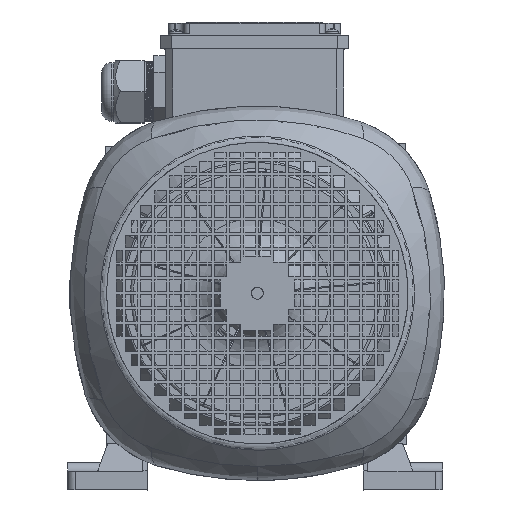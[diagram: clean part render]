
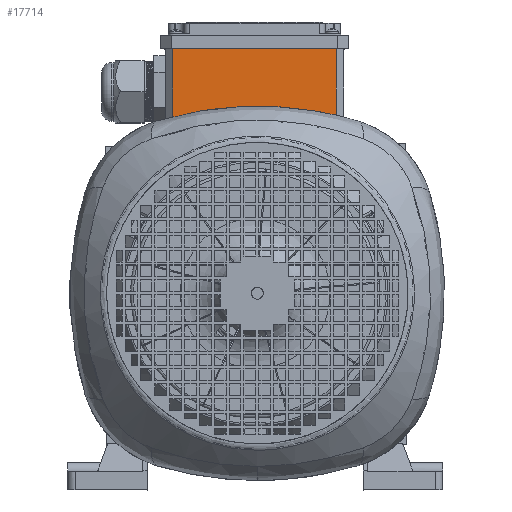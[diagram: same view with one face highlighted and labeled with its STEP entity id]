
A CAD part, top view. The second image highlights one B-rep face of the part: STEP entity #17714.
In plain terms, the highlighted planar face has unit normal (0, 0, 1).
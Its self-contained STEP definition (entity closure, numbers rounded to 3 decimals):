
#5037=B_SPLINE_CURVE_WITH_KNOTS('',3,(#111157,#111158,#111159,#111160),.UNSPECIFIED.,
 .F.,.F.,(4,4),(0.,1.),.UNSPECIFIED.);
#5039=B_SPLINE_CURVE_WITH_KNOTS('',3,(#111166,#111167,#111168,#111169),.UNSPECIFIED.,
 .F.,.F.,(4,4),(0.,1.),.UNSPECIFIED.);
#5043=B_SPLINE_CURVE_WITH_KNOTS('',3,(#111187,#111188,#111189,#111190),.UNSPECIFIED.,
 .F.,.F.,(4,4),(0.,1.),.UNSPECIFIED.);
#5057=B_SPLINE_CURVE_WITH_KNOTS('',3,(#111255,#111256,#111257,#111258),.UNSPECIFIED.,
 .F.,.F.,(4,4),(0.,1.),.UNSPECIFIED.);
#5061=B_SPLINE_CURVE_WITH_KNOTS('',3,(#111276,#111277,#111278,#111279),.UNSPECIFIED.,
 .F.,.F.,(4,4),(0.,1.),.UNSPECIFIED.);
#5081=B_SPLINE_CURVE_WITH_KNOTS('',3,(#111375,#111376,#111377,#111378),.UNSPECIFIED.,
 .F.,.F.,(4,4),(0.,1.),.UNSPECIFIED.);
#5116=B_SPLINE_CURVE_WITH_KNOTS('',3,(#111552,#111553,#111554,#111555),.UNSPECIFIED.,
 .F.,.F.,(4,4),(0.,1.),.UNSPECIFIED.);
#5118=B_SPLINE_CURVE_WITH_KNOTS('',3,(#111562,#111563,#111564,#111565),.UNSPECIFIED.,
 .F.,.F.,(4,4),(0.,1.),.UNSPECIFIED.);
#5134=B_SPLINE_CURVE_WITH_KNOTS('',3,(#111639,#111640,#111641,#111642),.UNSPECIFIED.,
 .F.,.F.,(4,4),(0.,1.),.UNSPECIFIED.);
#5157=B_SPLINE_CURVE_WITH_KNOTS('',3,(#111756,#111757,#111758,#111759),.UNSPECIFIED.,
 .F.,.F.,(4,4),(0.,1.),.UNSPECIFIED.);
#5164=B_SPLINE_CURVE_WITH_KNOTS('',3,(#111792,#111793,#111794,#111795),.UNSPECIFIED.,
 .F.,.F.,(4,4),(0.,1.),.UNSPECIFIED.);
#5169=B_SPLINE_CURVE_WITH_KNOTS('',3,(#111819,#111820,#111821,#111822),.UNSPECIFIED.,
 .F.,.F.,(4,4),(0.,1.),.UNSPECIFIED.);
#6389=B_SPLINE_CURVE_WITH_KNOTS('',3,(#120199,#120200,#120201,#120202),.UNSPECIFIED.,
 .F.,.F.,(4,4),(0.,1.),.UNSPECIFIED.);
#6391=B_SPLINE_CURVE_WITH_KNOTS('',3,(#120209,#120210,#120211,#120212),.UNSPECIFIED.,
 .F.,.F.,(4,4),(0.,1.),.UNSPECIFIED.);
#6392=B_SPLINE_CURVE_WITH_KNOTS('',3,(#120214,#120215,#120216,#120217),.UNSPECIFIED.,
 .F.,.F.,(4,4),(0.,1.),.UNSPECIFIED.);
#6393=B_SPLINE_CURVE_WITH_KNOTS('',3,(#120218,#120219,#120220,#120221),.UNSPECIFIED.,
 .F.,.F.,(4,4),(0.,1.),.UNSPECIFIED.);
#6394=B_SPLINE_CURVE_WITH_KNOTS('',3,(#120223,#120224,#120225,#120226),.UNSPECIFIED.,
 .F.,.F.,(4,4),(0.,1.),.UNSPECIFIED.);
#6395=B_SPLINE_CURVE_WITH_KNOTS('',3,(#120228,#120229,#120230,#120231),.UNSPECIFIED.,
 .F.,.F.,(4,4),(0.,1.),.UNSPECIFIED.);
#17714=ADVANCED_FACE('',(#24981),#21792,.T.);
#21792=PLANE('',#82803);
#24981=FACE_OUTER_BOUND('',#29601,.T.);
#29601=EDGE_LOOP('',(#42085,#42086,#42087,#42088,#42089,#42090,#42091,#42092,
#42093,#42094,#42095,#42096,#42097,#42098,#42099,#42100,#42101,#42102));
#42085=ORIENTED_EDGE('',*,*,#72864,.T.);
#42086=ORIENTED_EDGE('',*,*,#72865,.T.);
#42087=ORIENTED_EDGE('',*,*,#72862,.F.);
#42088=ORIENTED_EDGE('',*,*,#71482,.F.);
#42089=ORIENTED_EDGE('',*,*,#71484,.F.);
#42090=ORIENTED_EDGE('',*,*,#71488,.F.);
#42091=ORIENTED_EDGE('',*,*,#71502,.F.);
#42092=ORIENTED_EDGE('',*,*,#71506,.F.);
#42093=ORIENTED_EDGE('',*,*,#71526,.F.);
#42094=ORIENTED_EDGE('',*,*,#72866,.T.);
#42095=ORIENTED_EDGE('',*,*,#72867,.T.);
#42096=ORIENTED_EDGE('',*,*,#72868,.T.);
#42097=ORIENTED_EDGE('',*,*,#71561,.F.);
#42098=ORIENTED_EDGE('',*,*,#71563,.F.);
#42099=ORIENTED_EDGE('',*,*,#71579,.F.);
#42100=ORIENTED_EDGE('',*,*,#71602,.F.);
#42101=ORIENTED_EDGE('',*,*,#71609,.F.);
#42102=ORIENTED_EDGE('',*,*,#71614,.F.);
#60775=VERTEX_POINT('',#100588);
#60781=VERTEX_POINT('',#100624);
#60790=VERTEX_POINT('',#100679);
#60799=VERTEX_POINT('',#100734);
#60812=VERTEX_POINT('',#100809);
#60854=VERTEX_POINT('',#101072);
#60866=VERTEX_POINT('',#101138);
#60882=VERTEX_POINT('',#101232);
#60891=VERTEX_POINT('',#101287);
#60897=VERTEX_POINT('',#101323);
#62064=VERTEX_POINT('',#111146);
#62084=VERTEX_POINT('',#111374);
#62102=VERTEX_POINT('',#111556);
#62125=VERTEX_POINT('',#111818);
#62847=VERTEX_POINT('',#120203);
#62848=VERTEX_POINT('',#120213);
#62849=VERTEX_POINT('',#120222);
#62850=VERTEX_POINT('',#120227);
#71482=EDGE_CURVE('',#60775,#62064,#5037,.T.);
#71484=EDGE_CURVE('',#60781,#60775,#5039,.T.);
#71488=EDGE_CURVE('',#60790,#60781,#5043,.T.);
#71502=EDGE_CURVE('',#60799,#60790,#5057,.T.);
#71506=EDGE_CURVE('',#60812,#60799,#5061,.T.);
#71526=EDGE_CURVE('',#62084,#60812,#5081,.T.);
#71561=EDGE_CURVE('',#60854,#62102,#5116,.T.);
#71563=EDGE_CURVE('',#60866,#60854,#5118,.T.);
#71579=EDGE_CURVE('',#60882,#60866,#5134,.T.);
#71602=EDGE_CURVE('',#60891,#60882,#5157,.T.);
#71609=EDGE_CURVE('',#60897,#60891,#5164,.T.);
#71614=EDGE_CURVE('',#62125,#60897,#5169,.T.);
#72862=EDGE_CURVE('',#62064,#62847,#6389,.T.);
#72864=EDGE_CURVE('',#62125,#62848,#6391,.T.);
#72865=EDGE_CURVE('',#62848,#62847,#6392,.T.);
#72866=EDGE_CURVE('',#62084,#62849,#6393,.T.);
#72867=EDGE_CURVE('',#62849,#62850,#6394,.T.);
#72868=EDGE_CURVE('',#62850,#62102,#6395,.T.);
#82803=AXIS2_PLACEMENT_3D('',#120232,#88254,#88255);
#88254=DIRECTION('',(0.,0.,1.));
#88255=DIRECTION('',(1.,0.,0.));
#100588=CARTESIAN_POINT('',(-42.087,108.,245.4));
#100624=CARTESIAN_POINT('',(-39.921,108.,245.4));
#100679=CARTESIAN_POINT('',(-28.157,108.,245.4));
#100734=CARTESIAN_POINT('',(-25.843,108.,245.4));
#100809=CARTESIAN_POINT('',(-14.192,108.,245.4));
#101072=CARTESIAN_POINT('',(14.192,108.,245.4));
#101138=CARTESIAN_POINT('',(25.843,108.,245.4));
#101232=CARTESIAN_POINT('',(28.157,108.,245.4));
#101287=CARTESIAN_POINT('',(39.921,108.,245.4));
#101323=CARTESIAN_POINT('',(42.087,108.,245.4));
#111146=CARTESIAN_POINT('',(-55.5,108.,245.4));
#111157=CARTESIAN_POINT('',(-42.087,108.,245.4));
#111158=CARTESIAN_POINT('',(-46.558,108.,245.4));
#111159=CARTESIAN_POINT('',(-51.029,108.,245.4));
#111160=CARTESIAN_POINT('',(-55.5,108.,245.4));
#111166=CARTESIAN_POINT('',(-39.921,108.,245.4));
#111167=CARTESIAN_POINT('',(-40.643,108.,245.4));
#111168=CARTESIAN_POINT('',(-41.365,108.,245.4));
#111169=CARTESIAN_POINT('',(-42.087,108.,245.4));
#111187=CARTESIAN_POINT('',(-28.157,108.,245.4));
#111188=CARTESIAN_POINT('',(-32.079,108.,245.4));
#111189=CARTESIAN_POINT('',(-36.,108.,245.4));
#111190=CARTESIAN_POINT('',(-39.921,108.,245.4));
#111255=CARTESIAN_POINT('',(-25.843,108.,245.4));
#111256=CARTESIAN_POINT('',(-26.614,108.,245.4));
#111257=CARTESIAN_POINT('',(-27.386,108.,245.4));
#111258=CARTESIAN_POINT('',(-28.157,108.,245.4));
#111276=CARTESIAN_POINT('',(-14.192,108.,245.4));
#111277=CARTESIAN_POINT('',(-18.076,108.,245.4));
#111278=CARTESIAN_POINT('',(-21.959,108.,245.4));
#111279=CARTESIAN_POINT('',(-25.843,108.,245.4));
#111374=CARTESIAN_POINT('',(-11.808,108.,245.4));
#111375=CARTESIAN_POINT('',(-11.808,108.,245.4));
#111376=CARTESIAN_POINT('',(-12.603,108.,245.4));
#111377=CARTESIAN_POINT('',(-13.397,108.,245.4));
#111378=CARTESIAN_POINT('',(-14.192,108.,245.4));
#111552=CARTESIAN_POINT('',(14.192,108.,245.4));
#111553=CARTESIAN_POINT('',(13.397,108.,245.4));
#111554=CARTESIAN_POINT('',(12.603,108.,245.4));
#111555=CARTESIAN_POINT('',(11.808,108.,245.4));
#111556=CARTESIAN_POINT('',(11.808,108.,245.4));
#111562=CARTESIAN_POINT('',(25.843,108.,245.4));
#111563=CARTESIAN_POINT('',(21.959,108.,245.4));
#111564=CARTESIAN_POINT('',(18.076,108.,245.4));
#111565=CARTESIAN_POINT('',(14.192,108.,245.4));
#111639=CARTESIAN_POINT('',(28.157,108.,245.4));
#111640=CARTESIAN_POINT('',(27.386,108.,245.4));
#111641=CARTESIAN_POINT('',(26.614,108.,245.4));
#111642=CARTESIAN_POINT('',(25.843,108.,245.4));
#111756=CARTESIAN_POINT('',(39.921,108.,245.4));
#111757=CARTESIAN_POINT('',(36.,108.,245.4));
#111758=CARTESIAN_POINT('',(32.079,108.,245.4));
#111759=CARTESIAN_POINT('',(28.157,108.,245.4));
#111792=CARTESIAN_POINT('',(42.087,108.,245.4));
#111793=CARTESIAN_POINT('',(41.365,108.,245.4));
#111794=CARTESIAN_POINT('',(40.643,108.,245.4));
#111795=CARTESIAN_POINT('',(39.921,108.,245.4));
#111818=CARTESIAN_POINT('',(54.5,108.,245.4));
#111819=CARTESIAN_POINT('',(54.5,108.,245.4));
#111820=CARTESIAN_POINT('',(50.362,108.,245.4));
#111821=CARTESIAN_POINT('',(46.225,108.,245.4));
#111822=CARTESIAN_POINT('',(42.087,108.,245.4));
#120199=CARTESIAN_POINT('',(-55.5,108.,245.4));
#120200=CARTESIAN_POINT('',(-55.5,127.,245.4));
#120201=CARTESIAN_POINT('',(-55.5,146.,245.4));
#120202=CARTESIAN_POINT('',(-55.5,165.,245.4));
#120203=CARTESIAN_POINT('',(-55.5,165.,245.4));
#120209=CARTESIAN_POINT('',(54.5,108.,245.4));
#120210=CARTESIAN_POINT('',(54.5,127.,245.4));
#120211=CARTESIAN_POINT('',(54.5,146.,245.4));
#120212=CARTESIAN_POINT('',(54.5,165.,245.4));
#120213=CARTESIAN_POINT('',(54.5,165.,245.4));
#120214=CARTESIAN_POINT('',(54.5,165.,245.4));
#120215=CARTESIAN_POINT('',(17.833,165.,245.4));
#120216=CARTESIAN_POINT('',(-18.833,165.,245.4));
#120217=CARTESIAN_POINT('',(-55.5,165.,245.4));
#120218=CARTESIAN_POINT('',(-11.808,108.,245.4));
#120219=CARTESIAN_POINT('',(-8.275,108.,245.4));
#120220=CARTESIAN_POINT('',(-4.742,108.,245.4));
#120221=CARTESIAN_POINT('',(-1.209,108.,245.4));
#120222=CARTESIAN_POINT('',(-1.209,108.,245.4));
#120223=CARTESIAN_POINT('',(-1.209,108.,245.4));
#120224=CARTESIAN_POINT('',(-0.403,108.,245.4));
#120225=CARTESIAN_POINT('',(0.403,108.,245.4));
#120226=CARTESIAN_POINT('',(1.209,108.,245.4));
#120227=CARTESIAN_POINT('',(1.209,108.,245.4));
#120228=CARTESIAN_POINT('',(1.209,108.,245.4));
#120229=CARTESIAN_POINT('',(4.742,108.,245.4));
#120230=CARTESIAN_POINT('',(8.275,108.,245.4));
#120231=CARTESIAN_POINT('',(11.808,108.,245.4));
#120232=CARTESIAN_POINT('',(54.6,165.1,245.4));
